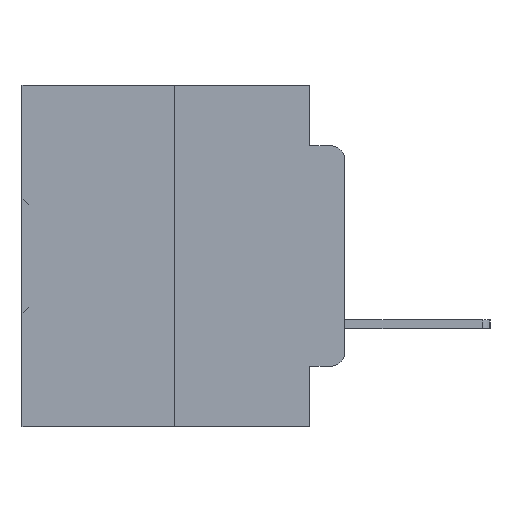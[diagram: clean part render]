
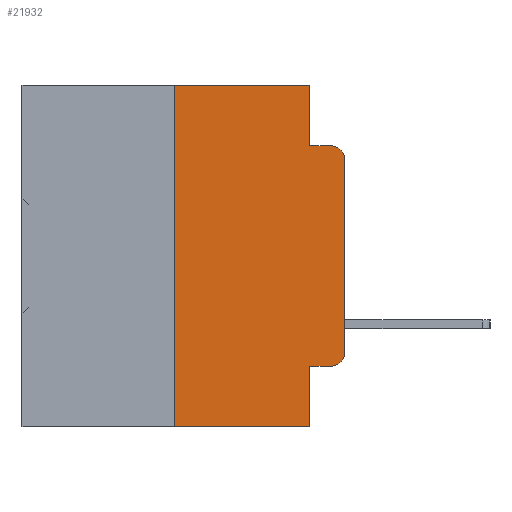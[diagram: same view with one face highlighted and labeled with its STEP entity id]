
A CAD part, left-side view. The second image highlights one B-rep face of the part: STEP entity #21932.
In plain terms, the highlighted planar face has unit normal (-1, 0, 0).
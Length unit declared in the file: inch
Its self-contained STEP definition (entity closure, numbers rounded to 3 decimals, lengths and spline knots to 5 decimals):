
#42 = CARTESIAN_POINT ( 'NONE',  ( 0., 0.051, -0.5 ) ) ;
#674 = PLANE ( 'NONE',  #1175 ) ;
#1001 = DIRECTION ( 'NONE',  ( 0., 0., -1. ) ) ;
#1175 = AXIS2_PLACEMENT_3D ( 'NONE', #17661, #26002, #9385 ) ;
#3618 = EDGE_CURVE ( 'NONE', #17105, #13371, #29828, .T. ) ;
#4110 = ORIENTED_EDGE ( 'NONE', *, *, #17243, .T. ) ;
#5380 = EDGE_CURVE ( 'NONE', #17138, #30305, #29677, .T. ) ;
#5843 = CARTESIAN_POINT ( 'NONE',  ( 0., 0.051, 0. ) ) ;
#6560 = LINE ( 'NONE', #34977, #14015 ) ;
#6629 = VECTOR ( 'NONE', #28940, 39.37008 ) ;
#7346 = DIRECTION ( 'NONE',  ( 0., -1., 0. ) ) ;
#7526 = CARTESIAN_POINT ( 'NONE',  ( 0., 0.02, -0.4115 ) ) ;
#7539 = VECTOR ( 'NONE', #11372, 39.37008 ) ;
#7813 = CIRCLE ( 'NONE', #24391, 0.02 ) ;
#8161 = VECTOR ( 'NONE', #34097, 39.37008 ) ;
#8216 = EDGE_CURVE ( 'NONE', #15250, #16857, #33150, .T. ) ;
#8451 = CARTESIAN_POINT ( 'NONE',  ( 0., 0.473, 0. ) ) ;
#8575 = CARTESIAN_POINT ( 'NONE',  ( 0., 0.051, 0. ) ) ;
#8899 = CARTESIAN_POINT ( 'NONE',  ( 0., 0.25, 0. ) ) ;
#9014 = ORIENTED_EDGE ( 'NONE', *, *, #14614, .F. ) ;
#9385 = DIRECTION ( 'NONE',  ( 0., 0., -1. ) ) ;
#9601 = EDGE_CURVE ( 'NONE', #26564, #16857, #6560, .T. ) ;
#9874 = ORIENTED_EDGE ( 'NONE', *, *, #9601, .F. ) ;
#10589 = LINE ( 'NONE', #8451, #17121 ) ;
#10735 = EDGE_CURVE ( 'NONE', #13371, #34378, #7813, .T. ) ;
#11372 = DIRECTION ( 'NONE',  ( 0., 0., -1. ) ) ;
#12918 = ORIENTED_EDGE ( 'NONE', *, *, #10735, .T. ) ;
#12937 = DIRECTION ( 'NONE',  ( 0., 0., -1. ) ) ;
#13371 = VERTEX_POINT ( 'NONE', #34553 ) ;
#14015 = VECTOR ( 'NONE', #12937, 39.37008 ) ;
#14095 = LINE ( 'NONE', #17825, #6629 ) ;
#14614 = EDGE_CURVE ( 'NONE', #15250, #21824, #34012, .T. ) ;
#14667 = DIRECTION ( 'NONE',  ( -1., 0., 0. ) ) ;
#15250 = VERTEX_POINT ( 'NONE', #19484 ) ;
#15973 = VECTOR ( 'NONE', #33935, 39.37008 ) ;
#16626 = DIRECTION ( 'NONE',  ( 0., 0., 1. ) ) ;
#16857 = VERTEX_POINT ( 'NONE', #42 ) ;
#17105 = VERTEX_POINT ( 'NONE', #35940 ) ;
#17111 = EDGE_CURVE ( 'NONE', #21824, #17138, #10589, .T. ) ;
#17121 = VECTOR ( 'NONE', #30653, 39.37008 ) ;
#17138 = VERTEX_POINT ( 'NONE', #5843 ) ;
#17243 = EDGE_CURVE ( 'NONE', #29062, #17105, #20140, .T. ) ;
#17314 = LINE ( 'NONE', #31402, #8161 ) ;
#17661 = CARTESIAN_POINT ( 'NONE',  ( 0., 0.473, 0. ) ) ;
#17825 = CARTESIAN_POINT ( 'NONE',  ( 0., 0.051, -0.4115 ) ) ;
#17949 = DIRECTION ( 'NONE',  ( -1., 0., 0. ) ) ;
#17974 = CARTESIAN_POINT ( 'NONE',  ( 0., 0.02, -0.0885 ) ) ;
#18151 = ORIENTED_EDGE ( 'NONE', *, *, #23545, .T. ) ;
#18252 = CARTESIAN_POINT ( 'NONE',  ( 0., 0.051, -0.4115 ) ) ;
#19396 = VECTOR ( 'NONE', #16626, 39.37008 ) ;
#19484 = CARTESIAN_POINT ( 'NONE',  ( 0., 0.25, -0.5 ) ) ;
#20140 = CIRCLE ( 'NONE', #35403, 0.02 ) ;
#20318 = ORIENTED_EDGE ( 'NONE', *, *, #34308, .F. ) ;
#21188 = ORIENTED_EDGE ( 'NONE', *, *, #5380, .F. ) ;
#21824 = VERTEX_POINT ( 'NONE', #8899 ) ;
#21932 = ADVANCED_FACE ( 'NONE', ( #24638 ), #674, .F. ) ;
#23545 = EDGE_CURVE ( 'NONE', #26564, #29062, #14095, .T. ) ;
#23797 = ORIENTED_EDGE ( 'NONE', *, *, #8216, .T. ) ;
#23834 = CARTESIAN_POINT ( 'NONE',  ( 0., 0.051, -0.0885 ) ) ;
#24391 = AXIS2_PLACEMENT_3D ( 'NONE', #34413, #17949, #1001 ) ;
#24638 = FACE_OUTER_BOUND ( 'NONE', #28826, .T. ) ;
#25668 = CARTESIAN_POINT ( 'NONE',  ( 0., 0., 0. ) ) ;
#25830 = VECTOR ( 'NONE', #7346, 39.37008 ) ;
#26002 = DIRECTION ( 'NONE',  ( 1., 0., 0. ) ) ;
#26564 = VERTEX_POINT ( 'NONE', #18252 ) ;
#26775 = ORIENTED_EDGE ( 'NONE', *, *, #3618, .T. ) ;
#27629 = CARTESIAN_POINT ( 'NONE',  ( 0., 0.25, 0. ) ) ;
#28826 = EDGE_LOOP ( 'NONE', ( #26775, #12918, #20318, #21188, #35765, #9014, #23797, #9874, #18151, #4110 ) ) ;
#28940 = DIRECTION ( 'NONE',  ( 0., -1., 0. ) ) ;
#29062 = VERTEX_POINT ( 'NONE', #7526 ) ;
#29677 = LINE ( 'NONE', #8575, #7539 ) ;
#29828 = LINE ( 'NONE', #25668, #15973 ) ;
#30305 = VERTEX_POINT ( 'NONE', #23834 ) ;
#30653 = DIRECTION ( 'NONE',  ( 0., -1., 0. ) ) ;
#31240 = CARTESIAN_POINT ( 'NONE',  ( 0., 0.02, -0.3915 ) ) ;
#31402 = CARTESIAN_POINT ( 'NONE',  ( 0., 0.051, -0.0885 ) ) ;
#33150 = LINE ( 'NONE', #34886, #25830 ) ;
#33921 = DIRECTION ( 'NONE',  ( 0., 0., -1. ) ) ;
#33935 = DIRECTION ( 'NONE',  ( 0., 0., 1. ) ) ;
#34012 = LINE ( 'NONE', #27629, #19396 ) ;
#34097 = DIRECTION ( 'NONE',  ( 0., -1., 0. ) ) ;
#34308 = EDGE_CURVE ( 'NONE', #30305, #34378, #17314, .T. ) ;
#34378 = VERTEX_POINT ( 'NONE', #17974 ) ;
#34413 = CARTESIAN_POINT ( 'NONE',  ( 0., 0.02, -0.1085 ) ) ;
#34553 = CARTESIAN_POINT ( 'NONE',  ( 0., 0., -0.1085 ) ) ;
#34886 = CARTESIAN_POINT ( 'NONE',  ( 0., 0.473, -0.5 ) ) ;
#34977 = CARTESIAN_POINT ( 'NONE',  ( 0., 0.051, 0. ) ) ;
#35403 = AXIS2_PLACEMENT_3D ( 'NONE', #31240, #14667, #33921 ) ;
#35765 = ORIENTED_EDGE ( 'NONE', *, *, #17111, .F. ) ;
#35940 = CARTESIAN_POINT ( 'NONE',  ( 0., 0., -0.3915 ) ) ;
